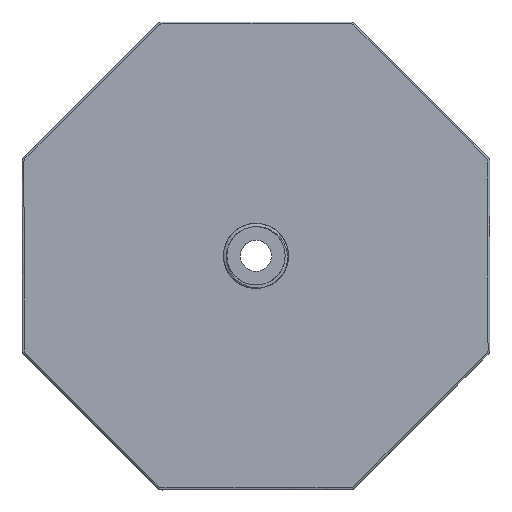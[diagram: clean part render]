
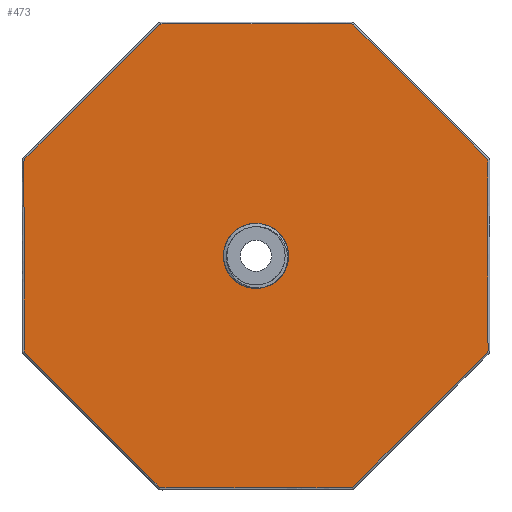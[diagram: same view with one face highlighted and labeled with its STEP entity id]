
A CAD part, top view. The second image highlights one B-rep face of the part: STEP entity #473.
In plain terms, the highlighted planar face has unit normal (0, 0, 1).
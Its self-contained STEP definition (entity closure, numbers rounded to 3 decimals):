
#318=PLANE('',#5028);
#473=ADVANCED_FACE('',(#1486,#1487),#318,.F.);
#1440=CIRCLE('',#5026,8.331);
#1441=CIRCLE('',#5027,7.475);
#1486=FACE_BOUND('',#1551,.T.);
#1487=FACE_BOUND('',#1552,.T.);
#1551=EDGE_LOOP('',(#2049));
#1552=EDGE_LOOP('',(#2050,#2051,#2052,#2053));
#2049=ORIENTED_EDGE('',*,*,#3955,.T.);
#2050=ORIENTED_EDGE('',*,*,#3956,.F.);
#2051=ORIENTED_EDGE('',*,*,#3957,.F.);
#2052=ORIENTED_EDGE('',*,*,#3958,.F.);
#2053=ORIENTED_EDGE('',*,*,#3959,.T.);
#3475=VERTEX_POINT('',#7367);
#3476=VERTEX_POINT('',#7374);
#3477=VERTEX_POINT('',#7375);
#3478=VERTEX_POINT('',#7377);
#3479=VERTEX_POINT('',#7386);
#3955=EDGE_CURVE('',#3475,#3475,#4660,.T.);
#3956=EDGE_CURVE('',#3476,#3477,#4661,.T.);
#3957=EDGE_CURVE('',#3478,#3476,#1440,.T.);
#3958=EDGE_CURVE('',#3479,#3478,#4662,.T.);
#3959=EDGE_CURVE('',#3479,#3477,#1441,.T.);
#4660=B_SPLINE_CURVE_WITH_KNOTS('',3,(#7281,#7282,#7283,#7284,#7285,#7286,
#7287,#7288,#7289,#7290,#7291,#7292,#7293,#7294,#7295,#7296,#7297,#7298,
#7299,#7300,#7301,#7302,#7303,#7304,#7305,#7306,#7307,#7308,#7309,#7310,
#7311,#7312,#7313,#7314,#7315,#7316,#7317,#7318,#7319,#7320,#7321,#7322,
#7323,#7324,#7325,#7326,#7327,#7328,#7329,#7330,#7331,#7332,#7333,#7334,
#7335,#7336,#7337,#7338,#7339,#7340,#7341,#7342,#7343,#7344,#7345,#7346,
#7347,#7348,#7349,#7350,#7351,#7352,#7353,#7354,#7355,#7356,#7357,#7358,
#7359,#7360,#7361,#7362,#7363,#7364,#7365,#7366),.UNSPECIFIED.,.T.,.F.,
(2,2,2,2,2,1,1,1,1,1,2,2,1,1,1,1,1,2,2,2,1,1,1,1,2,2,2,1,1,1,1,1,1,1,1,
2,2,2,1,1,1,1,1,1,1,1,1,2,2,2,1,1,1,1,2,2,2,1,1,1,1,1,2,2,2),(-0.002,
0.,0.125,0.127,0.129,0.133,
0.141,0.156,0.188,0.25,0.254,
0.256,0.258,0.266,0.281,
0.313,0.375,0.379,0.381,
0.383,0.391,0.406,0.438,
0.5,0.502,0.504,0.506,
0.508,0.516,0.531,0.563,
0.594,0.609,0.617,0.621,0.623,0.625,0.627,
0.629,0.633,0.641,0.656,0.688,0.719,
0.734,0.742,0.746,0.748,
0.749,0.75,0.813,0.844,
0.859,0.867,0.871,0.873,
0.875,0.938,0.969,0.984,0.992,
0.996,0.998,1.,1.125),.UNSPECIFIED.);
#4661=B_SPLINE_CURVE_WITH_KNOTS('',3,(#7368,#7369,#7370,#7371,#7372,#7373),
 .UNSPECIFIED.,.F.,.F.,(4,2,4),(0.,0.5,1.),.UNSPECIFIED.);
#4662=B_SPLINE_CURVE_WITH_KNOTS('',3,(#7378,#7379,#7380,#7381,#7382,#7383,
#7384,#7385),.UNSPECIFIED.,.F.,.F.,(4,2,2,4),(0.,0.25,0.5,
1.),.UNSPECIFIED.);
#5026=AXIS2_PLACEMENT_3D('',#7376,#5227,#5228);
#5027=AXIS2_PLACEMENT_3D('',#7387,#5229,#5230);
#5028=AXIS2_PLACEMENT_3D('',#7388,#5231,#5232);
#5227=DIRECTION('',(0.,0.,1.));
#5228=DIRECTION('',(1.,0.,0.));
#5229=DIRECTION('',(0.,0.,-1.));
#5230=DIRECTION('',(1.,0.,0.));
#5231=DIRECTION('',(0.,0.,-1.));
#5232=DIRECTION('',(-1.,0.,0.));
#7281=CARTESIAN_POINT('',(191.475,195.763,6.));
#7282=CARTESIAN_POINT('',(179.924,184.212,6.));
#7283=CARTESIAN_POINT('',(168.55,172.838,6.));
#7284=CARTESIAN_POINT('',(156.999,161.287,6.));
#7285=CARTESIAN_POINT('',(156.782,161.137,6.));
#7286=CARTESIAN_POINT('',(156.533,160.706,6.));
#7287=CARTESIAN_POINT('',(156.59,160.432,6.));
#7288=CARTESIAN_POINT('',(156.59,159.676,6.));
#7289=CARTESIAN_POINT('',(156.59,158.165,6.));
#7290=CARTESIAN_POINT('',(156.59,154.637,6.));
#7291=CARTESIAN_POINT('',(156.59,147.583,6.));
#7292=CARTESIAN_POINT('',(156.59,133.475,6.));
#7293=CARTESIAN_POINT('',(156.59,120.878,6.));
#7294=CARTESIAN_POINT('',(156.59,112.312,6.));
#7295=CARTESIAN_POINT('',(156.59,111.556,6.));
#7296=CARTESIAN_POINT('',(156.808,111.369,6.));
#7297=CARTESIAN_POINT('',(157.168,111.008,6.));
#7298=CARTESIAN_POINT('',(158.068,110.108,6.));
#7299=CARTESIAN_POINT('',(160.41,107.767,6.));
#7300=CARTESIAN_POINT('',(165.453,102.724,6.));
#7301=CARTESIAN_POINT('',(175.539,92.638,6.));
#7302=CARTESIAN_POINT('',(184.544,83.632,6.));
#7303=CARTESIAN_POINT('',(190.668,77.509,6.));
#7304=CARTESIAN_POINT('',(191.208,76.968,6.));
#7305=CARTESIAN_POINT('',(191.382,76.737,6.));
#7306=CARTESIAN_POINT('',(191.901,76.727,6.));
#7307=CARTESIAN_POINT('',(192.16,76.732,6.));
#7308=CARTESIAN_POINT('',(193.455,76.732,6.));
#7309=CARTESIAN_POINT('',(196.563,76.732,6.));
#7310=CARTESIAN_POINT('',(203.816,76.732,6.));
#7311=CARTESIAN_POINT('',(218.323,76.732,6.));
#7312=CARTESIAN_POINT('',(231.016,76.732,6.));
#7313=CARTESIAN_POINT('',(239.564,76.732,6.));
#7314=CARTESIAN_POINT('',(240.082,76.732,6.));
#7315=CARTESIAN_POINT('',(240.344,76.7,6.));
#7316=CARTESIAN_POINT('',(240.855,76.774,6.));
#7317=CARTESIAN_POINT('',(241.029,77.025,6.));
#7318=CARTESIAN_POINT('',(241.405,77.401,6.));
#7319=CARTESIAN_POINT('',(242.344,78.34,6.));
#7320=CARTESIAN_POINT('',(244.786,80.782,6.));
#7321=CARTESIAN_POINT('',(250.045,86.042,6.));
#7322=CARTESIAN_POINT('',(257.559,93.555,6.));
#7323=CARTESIAN_POINT('',(265.073,101.069,6.));
#7324=CARTESIAN_POINT('',(270.332,106.329,6.));
#7325=CARTESIAN_POINT('',(272.962,108.958,6.));
#7326=CARTESIAN_POINT('',(274.277,110.273,6.));
#7327=CARTESIAN_POINT('',(274.84,110.837,6.));
#7328=CARTESIAN_POINT('',(275.216,111.212,6.));
#7329=CARTESIAN_POINT('',(275.462,111.369,6.));
#7330=CARTESIAN_POINT('',(275.651,111.858,6.));
#7331=CARTESIAN_POINT('',(275.59,112.129,6.));
#7332=CARTESIAN_POINT('',(275.59,112.646,6.));
#7333=CARTESIAN_POINT('',(275.59,113.422,6.));
#7334=CARTESIAN_POINT('',(275.59,115.233,6.));
#7335=CARTESIAN_POINT('',(275.59,118.855,6.));
#7336=CARTESIAN_POINT('',(275.59,126.1,6.));
#7337=CARTESIAN_POINT('',(275.59,136.448,6.));
#7338=CARTESIAN_POINT('',(275.59,146.797,6.));
#7339=CARTESIAN_POINT('',(275.59,154.042,6.));
#7340=CARTESIAN_POINT('',(275.59,157.664,6.));
#7341=CARTESIAN_POINT('',(275.59,159.475,6.));
#7342=CARTESIAN_POINT('',(275.59,160.251,6.));
#7343=CARTESIAN_POINT('',(275.59,160.639,6.));
#7344=CARTESIAN_POINT('',(275.595,160.774,6.));
#7345=CARTESIAN_POINT('',(275.484,161.004,6.));
#7346=CARTESIAN_POINT('',(275.379,161.089,6.));
#7347=CARTESIAN_POINT('',(269.446,167.022,6.));
#7348=CARTESIAN_POINT('',(260.683,175.785,6.));
#7349=CARTESIAN_POINT('',(250.46,186.008,6.));
#7350=CARTESIAN_POINT('',(245.348,191.119,6.));
#7351=CARTESIAN_POINT('',(242.792,193.675,6.));
#7352=CARTESIAN_POINT('',(241.697,194.771,6.));
#7353=CARTESIAN_POINT('',(241.149,195.318,6.));
#7354=CARTESIAN_POINT('',(240.997,195.544,6.));
#7355=CARTESIAN_POINT('',(240.547,195.794,6.));
#7356=CARTESIAN_POINT('',(240.272,195.732,6.));
#7357=CARTESIAN_POINT('',(231.893,195.732,6.));
#7358=CARTESIAN_POINT('',(219.706,195.732,6.));
#7359=CARTESIAN_POINT('',(205.487,195.732,6.));
#7360=CARTESIAN_POINT('',(198.378,195.732,6.));
#7361=CARTESIAN_POINT('',(194.823,195.732,6.));
#7362=CARTESIAN_POINT('',(193.046,195.732,6.));
#7363=CARTESIAN_POINT('',(192.284,195.732,6.));
#7364=CARTESIAN_POINT('',(191.776,195.732,6.));
#7365=CARTESIAN_POINT('',(191.475,195.763,6.));
#7366=CARTESIAN_POINT('',(179.924,184.212,6.));
#7367=CARTESIAN_POINT('',(191.298,195.586,6.));
#7368=CARTESIAN_POINT('',(223.935,139.035,6.));
#7369=CARTESIAN_POINT('',(222.874,141.6,6.));
#7370=CARTESIAN_POINT('',(220.446,143.544,6.));
#7371=CARTESIAN_POINT('',(215.013,144.405,6.));
#7372=CARTESIAN_POINT('',(212.078,143.29,6.));
#7373=CARTESIAN_POINT('',(210.394,141.072,6.));
#7374=CARTESIAN_POINT('',(223.935,139.035,6.));
#7375=CARTESIAN_POINT('',(210.394,141.072,6.));
#7376=CARTESIAN_POINT('',(216.09,136.232,6.));
#7377=CARTESIAN_POINT('',(223.935,133.429,6.));
#7378=CARTESIAN_POINT('',(210.394,131.392,6.));
#7379=CARTESIAN_POINT('',(211.235,130.284,6.));
#7380=CARTESIAN_POINT('',(212.375,129.433,6.));
#7381=CARTESIAN_POINT('',(214.943,128.424,6.));
#7382=CARTESIAN_POINT('',(216.373,128.274,6.));
#7383=CARTESIAN_POINT('',(220.449,128.921,6.));
#7384=CARTESIAN_POINT('',(222.873,130.86,6.));
#7385=CARTESIAN_POINT('',(223.935,133.429,6.));
#7386=CARTESIAN_POINT('',(210.394,131.392,6.));
#7387=CARTESIAN_POINT('',(216.09,136.232,6.));
#7388=CARTESIAN_POINT('',(221.072,76.232,6.));
